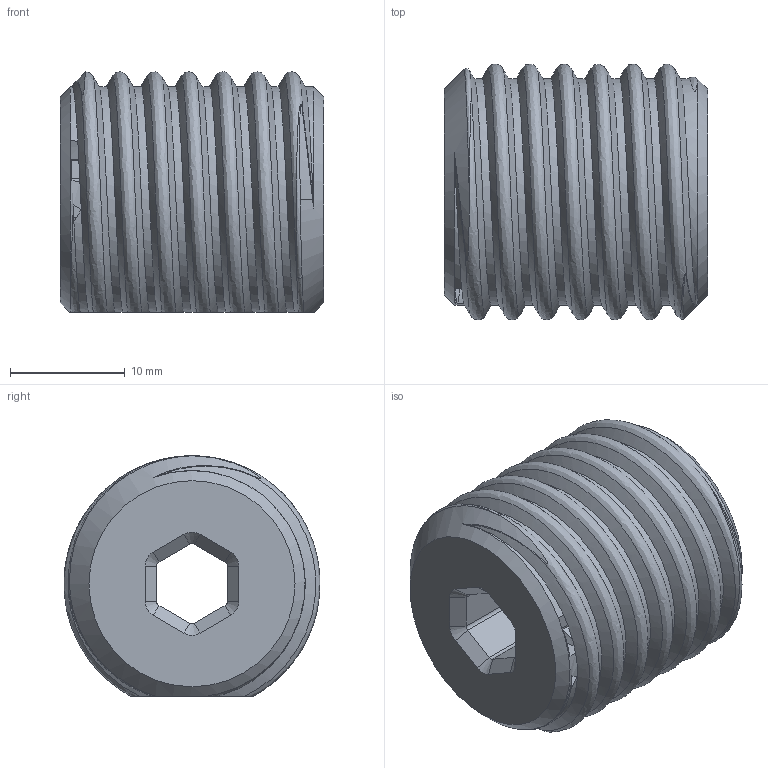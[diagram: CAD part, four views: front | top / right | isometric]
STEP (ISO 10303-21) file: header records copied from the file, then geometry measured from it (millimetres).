
FILE_DESCRIPTION(/* description */ (''),/* implementation_level */ '2;1');
FILE_NAME(/* name */ 'Quick-Key (V2 Threads).step',/* time_stamp */ '2025-09-11T22:58:44-04:00',/* author */ (''),/* organization */ (''),/* preprocessor_version */ 'ST-DEVELOPER v20.1',/* originating_system */ 'Autodesk Translation Framework v14.17.0.0',/* authorisation */ '');
FILE_SCHEMA (('AUTOMOTIVE_DESIGN { 1 0 10303 214 3 1 1 }'));
Length unit declared in the file: millimetre
Products named in the file (1): OSSM - End Effector - Quick-Key (V2 Threads)
Bounding box: 23 x 22.35 x 21 mm (x, y, z)
Volume: 7003.2 mm3; surface area: 2990.8 mm2
Topology: 1 solids, 1 shells, 79 faces, 207 edges, 130 vertices
Faces by surface type: bspline 29, plane 21, cone 15, cylinder 14
Entity records: 5941 total; most frequent: CARTESIAN_POINT 4221, ORIENTED_EDGE 414, DIRECTION 241, EDGE_CURVE 207, VERTEX_POINT 130, B_SPLINE_CURVE_WITH_KNOTS 97, AXIS2_PLACEMENT_3D 82, EDGE_LOOP 81
